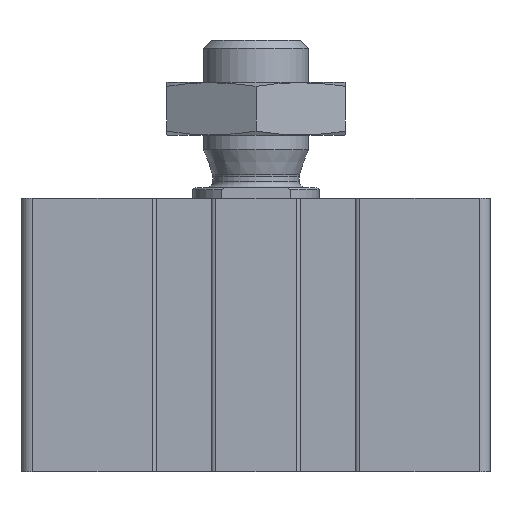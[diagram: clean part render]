
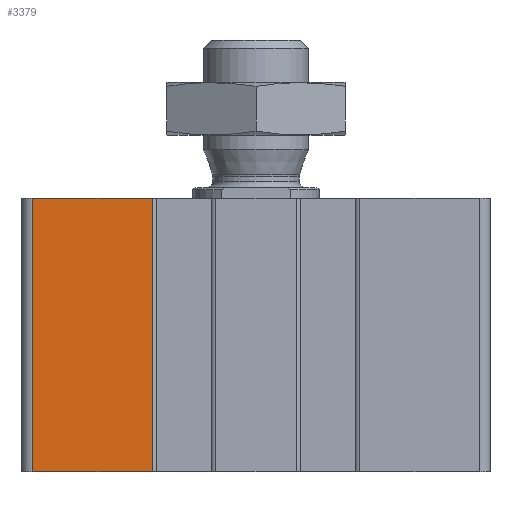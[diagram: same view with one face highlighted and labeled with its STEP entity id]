
A CAD part, front view. The second image highlights one B-rep face of the part: STEP entity #3379.
In plain terms, the highlighted planar face has unit normal (0, -1, 0).
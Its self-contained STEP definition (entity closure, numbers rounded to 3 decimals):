
#373=ORIENTED_EDGE('',*,*,#1362,.F.);
#374=ORIENTED_EDGE('',*,*,#1361,.F.);
#375=ORIENTED_EDGE('',*,*,#1363,.T.);
#376=ORIENTED_EDGE('',*,*,#1364,.T.);
#1361=EDGE_CURVE('',#1855,#1854,#2203,.T.);
#1362=EDGE_CURVE('',#1854,#1856,#2204,.T.);
#1363=EDGE_CURVE('',#1855,#1857,#2205,.T.);
#1364=EDGE_CURVE('',#1857,#1856,#2206,.T.);
#1854=VERTEX_POINT('',#5139);
#1855=VERTEX_POINT('',#5141);
#1856=VERTEX_POINT('',#5145);
#1857=VERTEX_POINT('',#5147);
#2203=LINE('',#5142,#2479);
#2204=LINE('',#5144,#2480);
#2205=LINE('',#5146,#2481);
#2206=LINE('',#5148,#2482);
#2479=VECTOR('',#4043,1000.);
#2480=VECTOR('',#4046,1000.);
#2481=VECTOR('',#4047,1000.);
#2482=VECTOR('',#4048,1000.);
#2753=EDGE_LOOP('',(#373,#374,#375,#376));
#3019=FACE_BOUND('',#2753,.T.);
#3284=PLANE('',#3623);
#3379=ADVANCED_FACE('',(#3019),#3284,.T.);
#3623=AXIS2_PLACEMENT_3D('',#5143,#4044,#4045);
#4043=DIRECTION('',(0.,0.,1.));
#4044=DIRECTION('',(0.,-1.,0.));
#4045=DIRECTION('',(0.,0.,-1.));
#4046=DIRECTION('',(1.,0.,0.));
#4047=DIRECTION('',(1.,0.,0.));
#4048=DIRECTION('',(0.,0.,1.));
#5139=CARTESIAN_POINT('',(-21.25,-22.25,0.));
#5141=CARTESIAN_POINT('',(-21.25,-22.25,-26.));
#5142=CARTESIAN_POINT('',(-21.25,-22.25,-26.));
#5143=CARTESIAN_POINT('',(-21.25,-22.25,-26.));
#5144=CARTESIAN_POINT('',(-21.25,-22.25,0.));
#5145=CARTESIAN_POINT('',(-9.85,-22.25,0.));
#5146=CARTESIAN_POINT('',(-21.25,-22.25,-26.));
#5147=CARTESIAN_POINT('',(-9.85,-22.25,-26.));
#5148=CARTESIAN_POINT('',(-9.85,-22.25,-26.));
